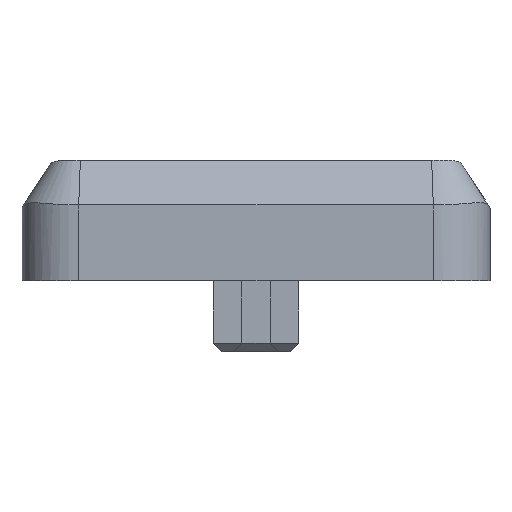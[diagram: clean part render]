
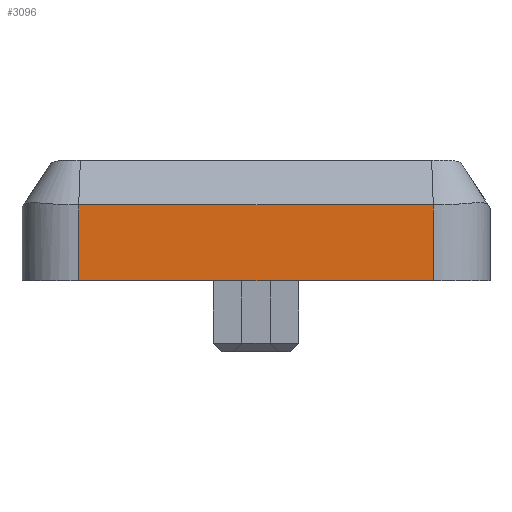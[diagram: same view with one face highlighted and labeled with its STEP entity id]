
A CAD part, left-side view. The second image highlights one B-rep face of the part: STEP entity #3096.
In plain terms, the highlighted planar face has unit normal (-1, 0, 0).
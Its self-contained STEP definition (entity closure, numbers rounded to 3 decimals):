
#2664 = EDGE_CURVE('',#2665,#2667,#2669,.T.);
#2665 = VERTEX_POINT('',#2666);
#2666 = CARTESIAN_POINT('',(-8.25,-6.25,0.));
#2667 = VERTEX_POINT('',#2668);
#2668 = CARTESIAN_POINT('',(-8.25,6.25,0.));
#2669 = LINE('',#2670,#2671);
#2670 = CARTESIAN_POINT('',(-8.25,-8.25,0.));
#2671 = VECTOR('',#2672,1.);
#2672 = DIRECTION('',(0.,1.,0.));
#3096 = ADVANCED_FACE('',(#3097),#3131,.T.);
#3097 = FACE_BOUND('',#3098,.T.);
#3098 = EDGE_LOOP('',(#3099,#3107,#3108,#3116));
#3099 = ORIENTED_EDGE('',*,*,#3100,.F.);
#3100 = EDGE_CURVE('',#2667,#3101,#3103,.T.);
#3101 = VERTEX_POINT('',#3102);
#3102 = CARTESIAN_POINT('',(-8.25,6.25,2.678));
#3103 = LINE('',#3104,#3105);
#3104 = CARTESIAN_POINT('',(-8.25,6.25,0.));
#3105 = VECTOR('',#3106,1.);
#3106 = DIRECTION('',(0.,0.,1.));
#3107 = ORIENTED_EDGE('',*,*,#2664,.F.);
#3108 = ORIENTED_EDGE('',*,*,#3109,.T.);
#3109 = EDGE_CURVE('',#2665,#3110,#3112,.T.);
#3110 = VERTEX_POINT('',#3111);
#3111 = CARTESIAN_POINT('',(-8.25,-6.25,2.678));
#3112 = LINE('',#3113,#3114);
#3113 = CARTESIAN_POINT('',(-8.25,-6.25,0.));
#3114 = VECTOR('',#3115,1.);
#3115 = DIRECTION('',(0.,0.,1.));
#3116 = ORIENTED_EDGE('',*,*,#3117,.T.);
#3117 = EDGE_CURVE('',#3110,#3101,#3118,.T.);
#3118 = B_SPLINE_CURVE_WITH_KNOTS('',11,(#3119,#3120,#3121,#3122,#3123,
    #3124,#3125,#3126,#3127,#3128,#3129,#3130),.UNSPECIFIED.,.F.,.F.,(12
    ,12),(8.282,23.24),.PIECEWISE_BEZIER_KNOTS.);
#3119 = CARTESIAN_POINT('',(-8.25,-6.25,2.678));
#3120 = CARTESIAN_POINT('',(-8.25,-5.099,2.668));
#3121 = CARTESIAN_POINT('',(-8.25,-3.97,
    2.674));
#3122 = CARTESIAN_POINT('',(-8.25,-2.827,
    2.674));
#3123 = CARTESIAN_POINT('',(-8.25,-1.706,
    2.68));
#3124 = CARTESIAN_POINT('',(-8.25,-0.561,
    2.677));
#3125 = CARTESIAN_POINT('',(-8.25,0.561,
    2.677));
#3126 = CARTESIAN_POINT('',(-8.25,1.706,
    2.68));
#3127 = CARTESIAN_POINT('',(-8.25,2.827,
    2.674));
#3128 = CARTESIAN_POINT('',(-8.25,3.97,
    2.674));
#3129 = CARTESIAN_POINT('',(-8.25,5.099,2.668));
#3130 = CARTESIAN_POINT('',(-8.25,6.25,2.678));
#3131 = PLANE('',#3132);
#3132 = AXIS2_PLACEMENT_3D('',#3133,#3134,#3135);
#3133 = CARTESIAN_POINT('',(-8.25,0.,2.089));
#3134 = DIRECTION('',(-1.,0.,0.));
#3135 = DIRECTION('',(0.,0.,-1.));
